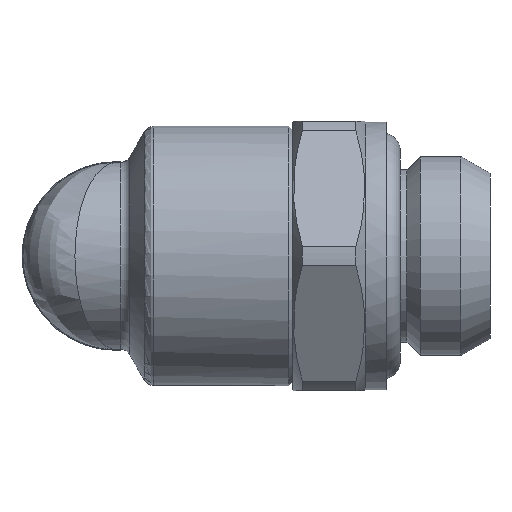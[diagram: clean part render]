
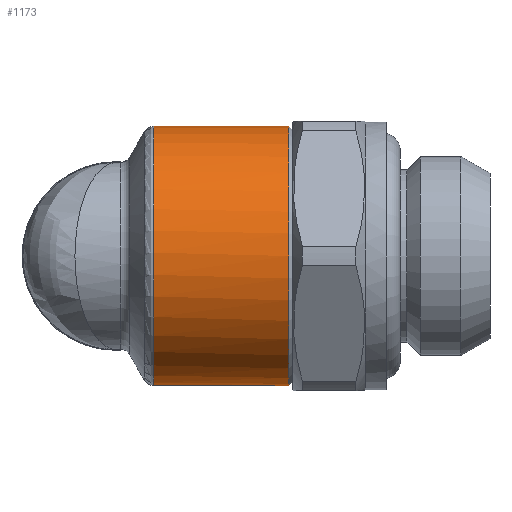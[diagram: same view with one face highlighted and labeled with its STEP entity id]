
A CAD part, left-side view. The second image highlights one B-rep face of the part: STEP entity #1173.
In plain terms, the highlighted cylindrical face has radius 6.25 mm (diameter 12.5 mm), a full revolution.
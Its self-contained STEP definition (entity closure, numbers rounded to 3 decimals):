
#54=CYLINDRICAL_SURFACE('',#1270,6.25);
#116=B_SPLINE_CURVE_WITH_KNOTS('',3,(#1974,#1975,#1976,#1977,#1978,#1979,
#1980,#1981,#1982,#1983,#1984,#1985,#1986,#1987,#1988),.UNSPECIFIED.,.F.,
 .F.,(4,1,1,1,1,1,1,1,1,1,1,1,4),(0.,0.125,0.25,0.313,0.375,0.438,0.5,
0.563,0.625,0.688,0.75,0.875,1.),.UNSPECIFIED.);
#240=ORIENTED_EDGE('',*,*,#406,.T.);
#241=ORIENTED_EDGE('',*,*,#388,.T.);
#242=ORIENTED_EDGE('',*,*,#407,.T.);
#388=EDGE_CURVE('',#469,#470,#116,.T.);
#406=EDGE_CURVE('',#470,#469,#532,.T.);
#407=EDGE_CURVE('',#481,#481,#533,.T.);
#469=VERTEX_POINT('',#1830);
#470=VERTEX_POINT('',#1859);
#481=VERTEX_POINT('',#2240);
#532=CIRCLE('',#1271,6.25);
#533=CIRCLE('',#1272,6.25);
#588=EDGE_LOOP('',(#240,#241));
#589=EDGE_LOOP('',(#242));
#677=FACE_BOUND('',#588,.T.);
#678=FACE_BOUND('',#589,.T.);
#1173=ADVANCED_FACE('',(#677,#678),#54,.T.);
#1270=AXIS2_PLACEMENT_3D('',#2237,#1459,#1460);
#1271=AXIS2_PLACEMENT_3D('',#2238,#1461,#1462);
#1272=AXIS2_PLACEMENT_3D('',#2239,#1463,#1464);
#1459=DIRECTION('',(0.,1.,0.));
#1460=DIRECTION('',(0.,0.,1.));
#1461=DIRECTION('',(0.,-1.,0.));
#1462=DIRECTION('',(0.,0.,-1.));
#1463=DIRECTION('',(0.,1.,0.));
#1464=DIRECTION('',(0.,0.,1.));
#1830=CARTESIAN_POINT('',(4.514,-1.789,-4.323));
#1859=CARTESIAN_POINT('',(4.514,-1.789,4.323));
#1974=CARTESIAN_POINT('',(4.514,-1.789,-4.323));
#1975=CARTESIAN_POINT('',(4.661,-2.223,-4.169));
#1976=CARTESIAN_POINT('',(5.052,-3.084,-3.723));
#1977=CARTESIAN_POINT('',(5.544,-3.919,-2.942));
#1978=CARTESIAN_POINT('',(5.893,-4.469,-2.116));
#1979=CARTESIAN_POINT('',(6.086,-4.759,-1.481));
#1980=CARTESIAN_POINT('',(6.222,-4.96,-0.736));
#1981=CARTESIAN_POINT('',(6.264,-5.02,0.006));
#1982=CARTESIAN_POINT('',(6.221,-4.958,0.746));
#1983=CARTESIAN_POINT('',(6.083,-4.755,1.491));
#1984=CARTESIAN_POINT('',(5.892,-4.467,2.121));
#1985=CARTESIAN_POINT('',(5.544,-3.92,2.941));
#1986=CARTESIAN_POINT('',(5.055,-3.089,3.72));
#1987=CARTESIAN_POINT('',(4.662,-2.225,4.169));
#1988=CARTESIAN_POINT('',(4.514,-1.789,4.323));
#2237=CARTESIAN_POINT('',(0.,5.805,0.));
#2238=CARTESIAN_POINT('',(0.,-1.789,0.));
#2239=CARTESIAN_POINT('',(0.,-8.3,0.));
#2240=CARTESIAN_POINT('',(0.,-8.3,6.25));
